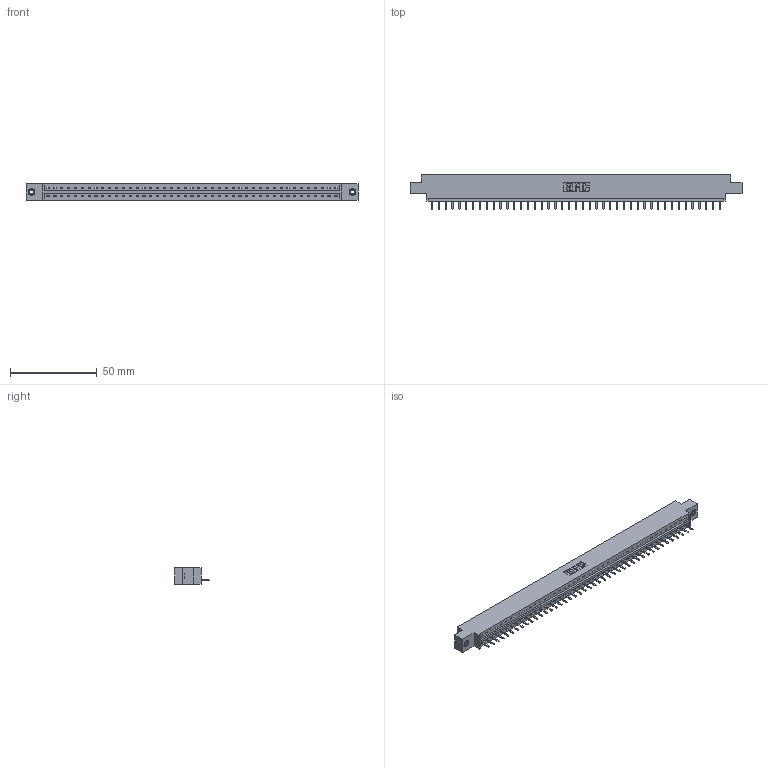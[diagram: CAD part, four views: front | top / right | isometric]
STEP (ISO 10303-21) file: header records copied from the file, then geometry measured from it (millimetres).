
FILE_DESCRIPTION (( 'STEP AP203' ), '1' );
FILE_NAME ('833-043-520-608.STEP', '2020-06-03T23:19:10', ( '' ), ( '' ), 'SwSTEP 2.0', 'SolidWorks 2020', '' );
FILE_SCHEMA (( 'CONFIG_CONTROL_DESIGN' ));
Length unit declared in the file: inch
Products named in the file (4): 345-250-001_345-250-003-102; 345-292-001_345-293-120; 833 Part_Offset - .156 Dia - TI; 833-043-520-608
Assembly tree (46 placements, depth 2):
  833-043-520-608
    833 Part_Offset - .156 Dia - TI
    345-292-001_345-293-120  x43
    345-250-001_345-250-003-102  x2
Bounding box: 191.92 x 20.02 x 9.4 mm (x, y, z)
Volume: 18963.4 mm3; surface area: 20314.6 mm2
Topology: 46 solids, 46 shells, 2844 faces, 8371 edges, 5458 vertices
Faces by surface type: plane 1998, cylinder 830, cone 12, torus 4
Entity records: 27590 total; most frequent: CARTESIAN_POINT 4754, ORIENTED_EDGE 4714, DIRECTION 4029, EDGE_CURVE 2357, LINE 2205, VECTOR 2205, VERTEX_POINT 1564, AXIS2_PLACEMENT_3D 912
